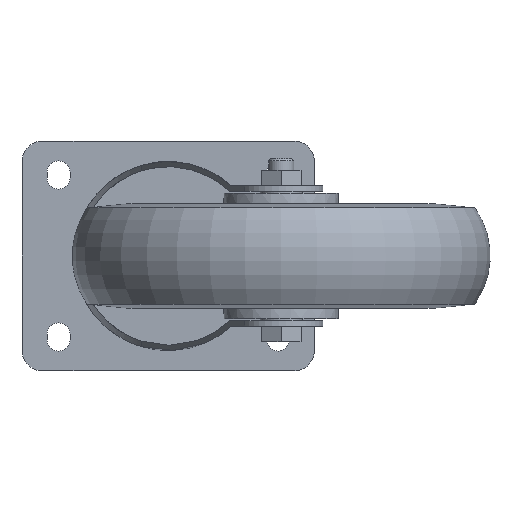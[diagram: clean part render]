
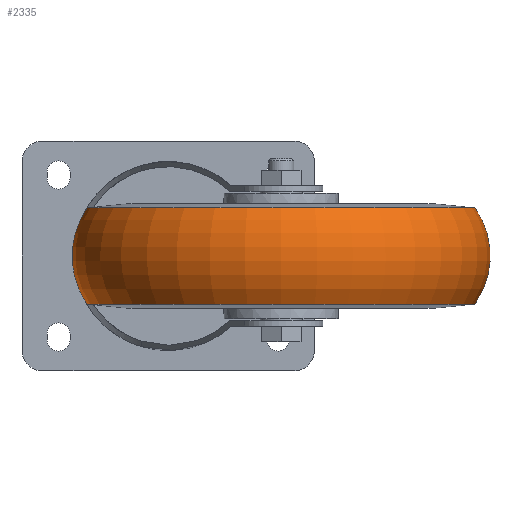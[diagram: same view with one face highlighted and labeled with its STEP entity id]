
A CAD part, front view. The second image highlights one B-rep face of the part: STEP entity #2335.
In plain terms, the highlighted toroidal (fillet/blend) face has major radius 60 mm and minor radius 40 mm.
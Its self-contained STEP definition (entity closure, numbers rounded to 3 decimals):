
#20=TOROIDAL_SURFACE('',#2552,60.,40.);
#134=CIRCLE('',#2551,92.726);
#135=CIRCLE('',#2553,92.726);
#518=ORIENTED_EDGE('',*,*,#1045,.T.);
#519=ORIENTED_EDGE('',*,*,#1046,.F.);
#1045=EDGE_CURVE('',#1328,#1328,#134,.T.);
#1046=EDGE_CURVE('',#1329,#1329,#135,.T.);
#1328=VERTEX_POINT('',#3845);
#1329=VERTEX_POINT('',#3848);
#1920=EDGE_LOOP('',(#518));
#1921=EDGE_LOOP('',(#519));
#2090=FACE_BOUND('',#1920,.T.);
#2091=FACE_BOUND('',#1921,.T.);
#2335=ADVANCED_FACE('',(#2090,#2091),#20,.T.);
#2551=AXIS2_PLACEMENT_3D('',#3844,#3064,#3065);
#2552=AXIS2_PLACEMENT_3D('',#3846,#3066,#3067);
#2553=AXIS2_PLACEMENT_3D('',#3847,#3068,#3069);
#3064=DIRECTION('',(0.,0.,-1.));
#3065=DIRECTION('',(-1.,0.,0.));
#3066=DIRECTION('',(0.,0.,-1.));
#3067=DIRECTION('',(-1.,0.,0.));
#3068=DIRECTION('',(0.,0.,-1.));
#3069=DIRECTION('',(-1.,0.,0.));
#3844=CARTESIAN_POINT('',(0.,0.,23.));
#3845=CARTESIAN_POINT('',(-92.726,0.,23.));
#3846=CARTESIAN_POINT('',(0.,0.,0.));
#3847=CARTESIAN_POINT('',(0.,0.,-23.));
#3848=CARTESIAN_POINT('',(-92.726,0.,-23.));
